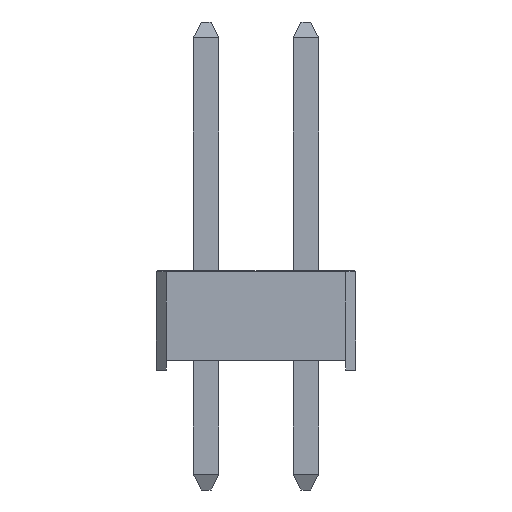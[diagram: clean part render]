
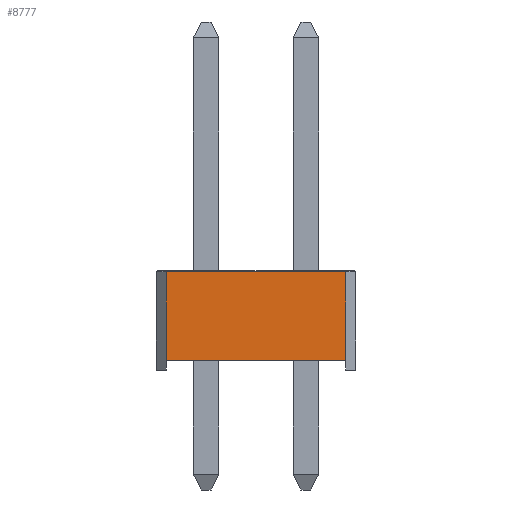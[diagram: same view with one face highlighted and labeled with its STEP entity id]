
A CAD part, front view. The second image highlights one B-rep face of the part: STEP entity #8777.
In plain terms, the highlighted planar face has unit normal (0, -1, 0).
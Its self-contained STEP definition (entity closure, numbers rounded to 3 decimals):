
#3585 = PLANE('',#3586);
#3586 = AXIS2_PLACEMENT_3D('',#3587,#3588,#3589);
#3587 = CARTESIAN_POINT('',(1.27,-2.54,0.254));
#3588 = DIRECTION('',(0.,0.,-1.));
#3589 = DIRECTION('',(0.,-1.,0.));
#5093 = PLANE('',#5094);
#5094 = AXIS2_PLACEMENT_3D('',#5095,#5096,#5097);
#5095 = CARTESIAN_POINT('',(3.683,-6.223,1.275));
#5096 = DIRECTION('',(0.707,-0.707,0.));
#5097 = DIRECTION('',(-0.707,-0.707,0.));
#6778 = EDGE_CURVE('',#6779,#6781,#6783,.T.);
#6779 = VERTEX_POINT('',#6780);
#6780 = CARTESIAN_POINT('',(3.556,-6.35,0.254));
#6781 = VERTEX_POINT('',#6782);
#6782 = CARTESIAN_POINT('',(3.556,-6.35,2.52));
#6783 = SURFACE_CURVE('',#6784,(#6788,#6795),.PCURVE_S1.);
#6784 = LINE('',#6785,#6786);
#6785 = CARTESIAN_POINT('',(3.556,-6.35,2.53));
#6786 = VECTOR('',#6787,1.);
#6787 = DIRECTION('',(0.,0.,1.));
#6788 = PCURVE('',#5093,#6789);
#6789 = DEFINITIONAL_REPRESENTATION('',(#6790),#6794);
#6790 = LINE('',#6791,#6792);
#6791 = CARTESIAN_POINT('',(0.18,-1.255));
#6792 = VECTOR('',#6793,1.);
#6793 = DIRECTION('',(0.,-1.));
#6794 = ( GEOMETRIC_REPRESENTATION_CONTEXT(2) 
PARAMETRIC_REPRESENTATION_CONTEXT() REPRESENTATION_CONTEXT('2D SPACE',''
  ) );
#6795 = PCURVE('',#6796,#6801);
#6796 = PLANE('',#6797);
#6797 = AXIS2_PLACEMENT_3D('',#6798,#6799,#6800);
#6798 = CARTESIAN_POINT('',(1.27,-6.35,1.397));
#6799 = DIRECTION('',(-0.,-1.,-0.));
#6800 = DIRECTION('',(0.,0.,-1.));
#6801 = DEFINITIONAL_REPRESENTATION('',(#6802),#6806);
#6802 = LINE('',#6803,#6804);
#6803 = CARTESIAN_POINT('',(-1.133,2.286));
#6804 = VECTOR('',#6805,1.);
#6805 = DIRECTION('',(-1.,0.));
#6806 = ( GEOMETRIC_REPRESENTATION_CONTEXT(2) 
PARAMETRIC_REPRESENTATION_CONTEXT() REPRESENTATION_CONTEXT('2D SPACE',''
  ) );
#7024 = PLANE('',#7025);
#7025 = AXIS2_PLACEMENT_3D('',#7026,#7027,#7028);
#7026 = CARTESIAN_POINT('',(-1.016,-6.34,2.53));
#7027 = DIRECTION('',(0.,0.707,-0.707));
#7028 = DIRECTION('',(1.,0.,0.));
#8777 = ADVANCED_FACE('',(#8778),#6796,.T.);
#8778 = FACE_BOUND('',#8779,.T.);
#8779 = EDGE_LOOP('',(#8780,#8781,#8804,#8832));
#8780 = ORIENTED_EDGE('',*,*,#6778,.T.);
#8781 = ORIENTED_EDGE('',*,*,#8782,.F.);
#8782 = EDGE_CURVE('',#8783,#6781,#8785,.T.);
#8783 = VERTEX_POINT('',#8784);
#8784 = CARTESIAN_POINT('',(-1.016,-6.35,2.52));
#8785 = SURFACE_CURVE('',#8786,(#8790,#8797),.PCURVE_S1.);
#8786 = LINE('',#8787,#8788);
#8787 = CARTESIAN_POINT('',(-1.016,-6.35,2.52));
#8788 = VECTOR('',#8789,1.);
#8789 = DIRECTION('',(1.,0.,0.));
#8790 = PCURVE('',#6796,#8791);
#8791 = DEFINITIONAL_REPRESENTATION('',(#8792),#8796);
#8792 = LINE('',#8793,#8794);
#8793 = CARTESIAN_POINT('',(-1.123,-2.286));
#8794 = VECTOR('',#8795,1.);
#8795 = DIRECTION('',(0.,1.));
#8796 = ( GEOMETRIC_REPRESENTATION_CONTEXT(2) 
PARAMETRIC_REPRESENTATION_CONTEXT() REPRESENTATION_CONTEXT('2D SPACE',''
  ) );
#8797 = PCURVE('',#7024,#8798);
#8798 = DEFINITIONAL_REPRESENTATION('',(#8799),#8803);
#8799 = LINE('',#8800,#8801);
#8800 = CARTESIAN_POINT('',(0.,0.014));
#8801 = VECTOR('',#8802,1.);
#8802 = DIRECTION('',(1.,0.));
#8803 = ( GEOMETRIC_REPRESENTATION_CONTEXT(2) 
PARAMETRIC_REPRESENTATION_CONTEXT() REPRESENTATION_CONTEXT('2D SPACE',''
  ) );
#8804 = ORIENTED_EDGE('',*,*,#8805,.F.);
#8805 = EDGE_CURVE('',#8806,#8783,#8808,.T.);
#8806 = VERTEX_POINT('',#8807);
#8807 = CARTESIAN_POINT('',(-1.016,-6.35,0.254));
#8808 = SURFACE_CURVE('',#8809,(#8813,#8820),.PCURVE_S1.);
#8809 = LINE('',#8810,#8811);
#8810 = CARTESIAN_POINT('',(-1.016,-6.35,0.254));
#8811 = VECTOR('',#8812,1.);
#8812 = DIRECTION('',(0.,0.,1.));
#8813 = PCURVE('',#6796,#8814);
#8814 = DEFINITIONAL_REPRESENTATION('',(#8815),#8819);
#8815 = LINE('',#8816,#8817);
#8816 = CARTESIAN_POINT('',(1.143,-2.286));
#8817 = VECTOR('',#8818,1.);
#8818 = DIRECTION('',(-1.,0.));
#8819 = ( GEOMETRIC_REPRESENTATION_CONTEXT(2) 
PARAMETRIC_REPRESENTATION_CONTEXT() REPRESENTATION_CONTEXT('2D SPACE',''
  ) );
#8820 = PCURVE('',#8821,#8826);
#8821 = PLANE('',#8822);
#8822 = AXIS2_PLACEMENT_3D('',#8823,#8824,#8825);
#8823 = CARTESIAN_POINT('',(-1.143,-6.223,1.275));
#8824 = DIRECTION('',(-0.707,-0.707,-0.));
#8825 = DIRECTION('',(-0.707,0.707,0.));
#8826 = DEFINITIONAL_REPRESENTATION('',(#8827),#8831);
#8827 = LINE('',#8828,#8829);
#8828 = CARTESIAN_POINT('',(-0.18,1.021));
#8829 = VECTOR('',#8830,1.);
#8830 = DIRECTION('',(0.,-1.));
#8831 = ( GEOMETRIC_REPRESENTATION_CONTEXT(2) 
PARAMETRIC_REPRESENTATION_CONTEXT() REPRESENTATION_CONTEXT('2D SPACE',''
  ) );
#8832 = ORIENTED_EDGE('',*,*,#8833,.T.);
#8833 = EDGE_CURVE('',#8806,#6779,#8834,.T.);
#8834 = SURFACE_CURVE('',#8835,(#8839,#8846),.PCURVE_S1.);
#8835 = LINE('',#8836,#8837);
#8836 = CARTESIAN_POINT('',(1.524,-6.35,0.254));
#8837 = VECTOR('',#8838,1.);
#8838 = DIRECTION('',(1.,0.,0.));
#8839 = PCURVE('',#6796,#8840);
#8840 = DEFINITIONAL_REPRESENTATION('',(#8841),#8845);
#8841 = LINE('',#8842,#8843);
#8842 = CARTESIAN_POINT('',(1.143,0.254));
#8843 = VECTOR('',#8844,1.);
#8844 = DIRECTION('',(0.,1.));
#8845 = ( GEOMETRIC_REPRESENTATION_CONTEXT(2) 
PARAMETRIC_REPRESENTATION_CONTEXT() REPRESENTATION_CONTEXT('2D SPACE',''
  ) );
#8846 = PCURVE('',#3585,#8847);
#8847 = DEFINITIONAL_REPRESENTATION('',(#8848),#8852);
#8848 = LINE('',#8849,#8850);
#8849 = CARTESIAN_POINT('',(3.81,-0.254));
#8850 = VECTOR('',#8851,1.);
#8851 = DIRECTION('',(0.,-1.));
#8852 = ( GEOMETRIC_REPRESENTATION_CONTEXT(2) 
PARAMETRIC_REPRESENTATION_CONTEXT() REPRESENTATION_CONTEXT('2D SPACE',''
  ) );
